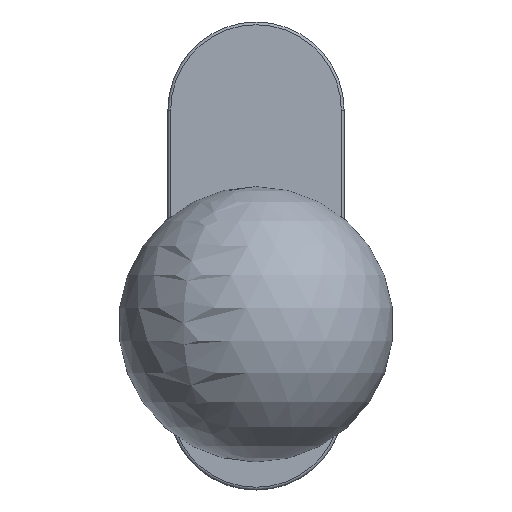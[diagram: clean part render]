
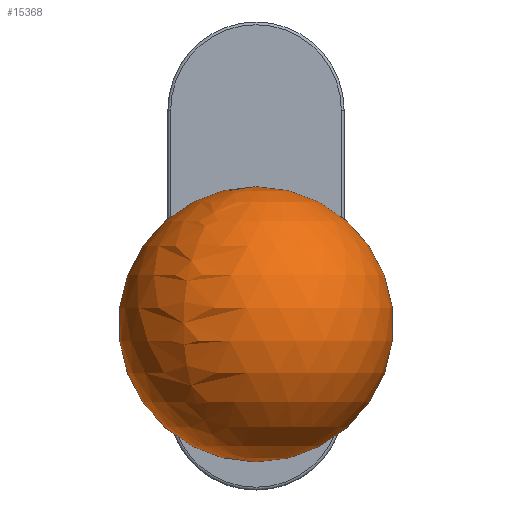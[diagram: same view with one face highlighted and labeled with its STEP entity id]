
A CAD part, top view. The second image highlights one B-rep face of the part: STEP entity #15368.
In plain terms, the highlighted spherical face has radius 25 mm.
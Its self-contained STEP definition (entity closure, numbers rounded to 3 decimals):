
#1094 = DIRECTION ( 'NONE',  ( 0., 0., 1. ) ) ;
#1197 = SPHERICAL_SURFACE ( 'NONE', #3874, 25. ) ;
#3272 = EDGE_CURVE ( 'NONE', #20399, #20399, #3767, .T. ) ;
#3493 = AXIS2_PLACEMENT_3D ( 'NONE', #6261, #1094, #18342 ) ;
#3696 = DIRECTION ( 'NONE',  ( 1., 0., 0. ) ) ;
#3767 = CIRCLE ( 'NONE', #3493, 11.111 ) ;
#3874 = AXIS2_PLACEMENT_3D ( 'NONE', #17387, #18889, #3696 ) ;
#5639 = FACE_OUTER_BOUND ( 'NONE', #19928, .T. ) ;
#6261 = CARTESIAN_POINT ( 'NONE',  ( 0., 0., 27.605 ) ) ;
#14255 = CARTESIAN_POINT ( 'NONE',  ( 11.111, 0., 27.605 ) ) ;
#15368 = ADVANCED_FACE ( 'NONE', ( #5639 ), #1197, .T. ) ;
#17387 = CARTESIAN_POINT ( 'NONE',  ( 0., 0., 50. ) ) ;
#18342 = DIRECTION ( 'NONE',  ( 1., 0., 0. ) ) ;
#18889 = DIRECTION ( 'NONE',  ( 0., -1., 0. ) ) ;
#19928 = EDGE_LOOP ( 'NONE', ( #21312 ) ) ;
#20399 = VERTEX_POINT ( 'NONE', #14255 ) ;
#21312 = ORIENTED_EDGE ( 'NONE', *, *, #3272, .T. ) ;
